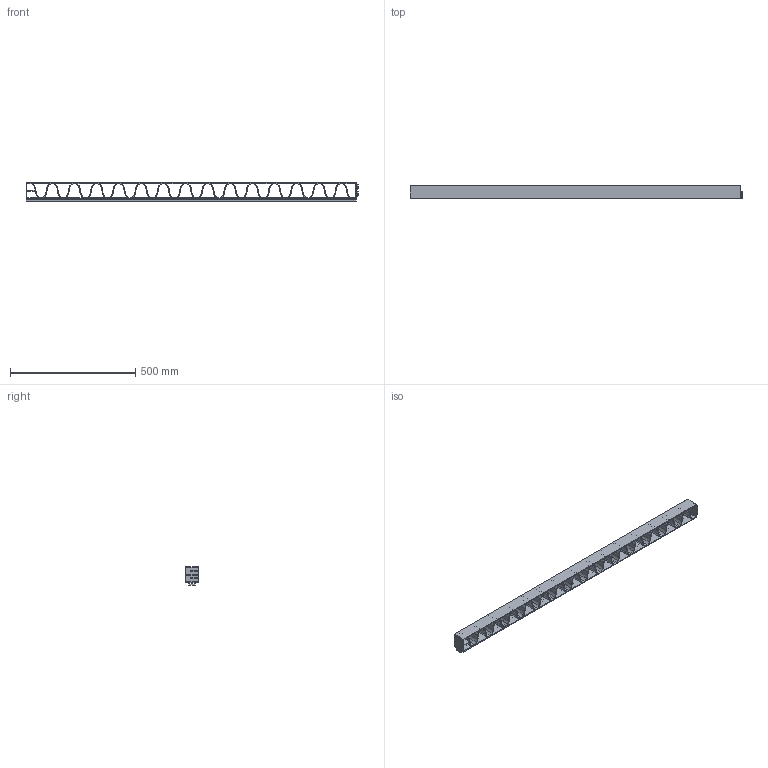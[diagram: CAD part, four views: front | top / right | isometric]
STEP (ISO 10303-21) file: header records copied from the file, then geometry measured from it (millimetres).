
FILE_DESCRIPTION((''),'2;1');
FILE_NAME('DE-434_CUSHION_BUMPER_DUNNAGE.stp', '2007-03-23T09:47:49',('User'),('SDRC'),'I-DEAS Master Series 9','UNIX', 'Yes');
FILE_SCHEMA(('AUTOMOTIVE_DESIGN { 1 0 10303 214 1 1 1 1 }'));
Length unit declared in the file: inch
Products named in the file (1): DE-434
Bounding box: 1327.2 x 50.8 x 73.36 mm (x, y, z)
Volume: 978144.3 mm3; surface area: 569766.4 mm2
Topology: 1 solids, 1 shells, 396 faces, 1188 edges, 792 vertices
Faces by surface type: bspline 396
Entity records: 15174 total; most frequent: CARTESIAN_POINT 8597, ORIENTED_EDGE 2376, EDGE_CURVE 1188, VERTEX_POINT 792, QUASI_UNIFORM_CURVE 665, EDGE_LOOP 456, FACE_OUTER_BOUND 396, ADVANCED_FACE 396
